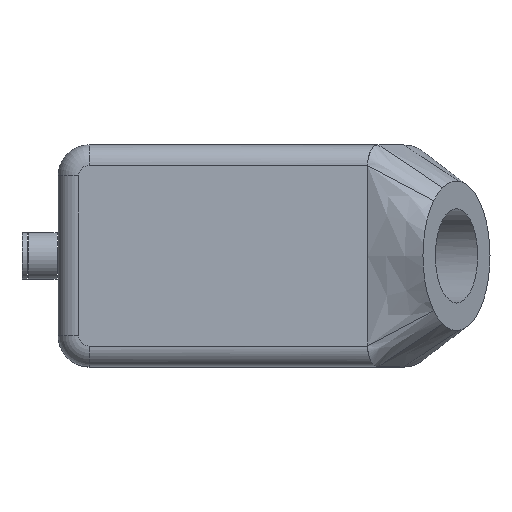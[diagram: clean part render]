
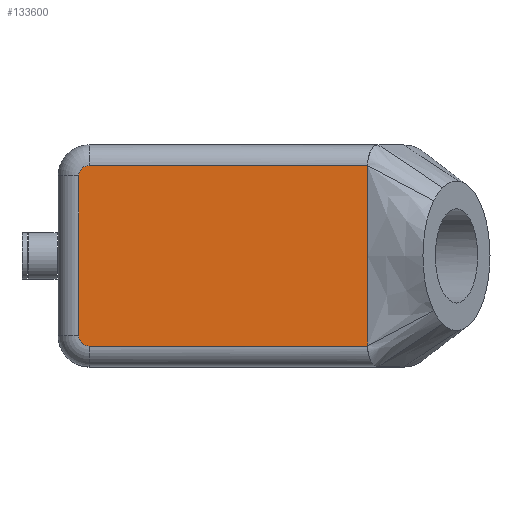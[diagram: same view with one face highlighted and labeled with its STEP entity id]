
A CAD part, top view. The second image highlights one B-rep face of the part: STEP entity #133600.
In plain terms, the highlighted planar face has unit normal (0, 0, 1).
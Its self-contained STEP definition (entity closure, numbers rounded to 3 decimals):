
#1080=CARTESIAN_POINT('',(23.501,17.497,52.));
#1090=VERTEX_POINT('',#1080);
#1140=CARTESIAN_POINT('',(-30.5,17.5,52.));
#1150=DIRECTION('',(1.,0.,0.));
#1160=VECTOR('',#1150,1.);
#1170=LINE('',#1140,#1160);
#1180=CARTESIAN_POINT('',(-30.5,17.5,52.));
#1190=VERTEX_POINT('',#1180);
#1200=EDGE_CURVE('',#1190,#1090,#1170,.T.);
#1750=CARTESIAN_POINT('',(-32.5,15.5,52.));
#1760=VERTEX_POINT('',#1750);
#1790=CARTESIAN_POINT('',(-32.5,-15.5,52.));
#1800=DIRECTION('',(0.,1.,0.));
#1810=VECTOR('',#1800,1.);
#1820=LINE('',#1790,#1810);
#1830=CARTESIAN_POINT('',(-32.5,-15.5,52.));
#1840=VERTEX_POINT('',#1830);
#1850=EDGE_CURVE('',#1840,#1760,#1820,.T.);
#2090=CARTESIAN_POINT('',(23.501,-17.497,52.));
#2100=DIRECTION('',(-1.,0.,0.));
#2110=VECTOR('',#2100,1.);
#2120=LINE('',#2090,#2110);
#2130=CARTESIAN_POINT('',(23.501,-17.497,52.));
#2140=VERTEX_POINT('',#2130);
#2150=CARTESIAN_POINT('',(-30.5,-17.5,52.));
#2160=VERTEX_POINT('',#2150);
#2170=EDGE_CURVE('',#2140,#2160,#2120,.T.);
#64860=CARTESIAN_POINT('',(23.5,0.,52.));
#64870=DIRECTION('',(0.,1.,0.));
#64880=VECTOR('',#64870,1.);
#64890=LINE('',#64860,#64880);
#64900=CARTESIAN_POINT('',(23.5,0.,52.));
#64910=VERTEX_POINT('',#64900);
#64920=EDGE_CURVE('',#64910,#1090,#64890,.T.);
#65020=CARTESIAN_POINT('',(23.501,-17.497,52.));
#65030=DIRECTION('',(0.,1.,0.));
#65040=VECTOR('',#65030,1.);
#65050=LINE('',#65020,#65040);
#65060=EDGE_CURVE('',#2140,#64910,#65050,.T.);
#108070=CARTESIAN_POINT('',(-30.5,-15.5,52.));
#108080=DIRECTION('',(0.,0.,-1.));
#108090=DIRECTION('',(-1.,0.,-0.));
#108100=AXIS2_PLACEMENT_3D('',#108070,#108080,#108090);
#108110=CIRCLE('',#108100,2.);
#108120=EDGE_CURVE('',#2160,#1840,#108110,.T.);
#126510=CARTESIAN_POINT('',(-30.5,15.5,52.));
#126520=DIRECTION('',(0.,0.,-1.));
#126530=DIRECTION('',(-1.,0.,-0.));
#126540=AXIS2_PLACEMENT_3D('',#126510,#126520,#126530);
#126550=CIRCLE('',#126540,2.);
#126560=EDGE_CURVE('',#1760,#1190,#126550,.T.);
#133460=CARTESIAN_POINT('',(-38.1,-21.,52.));
#133470=DIRECTION('',(0.,0.,1.));
#133480=DIRECTION('',(1.,0.,-0.));
#133490=AXIS2_PLACEMENT_3D('',#133460,#133470,#133480);
#133500=PLANE('',#133490);
#133510=ORIENTED_EDGE('',*,*,#64920,.T.);
#133520=ORIENTED_EDGE('',*,*,#65060,.T.);
#133530=ORIENTED_EDGE('',*,*,#2170,.F.);
#133540=ORIENTED_EDGE('',*,*,#108120,.F.);
#133550=ORIENTED_EDGE('',*,*,#1850,.F.);
#133560=ORIENTED_EDGE('',*,*,#126560,.F.);
#133570=ORIENTED_EDGE('',*,*,#1200,.F.);
#133580=EDGE_LOOP('',(#133570,#133560,#133550,#133540,#133530,#133520,
#133510));
#133590=FACE_OUTER_BOUND('',#133580,.T.);
#133600=ADVANCED_FACE('',(#133590),#133500,.T.);
